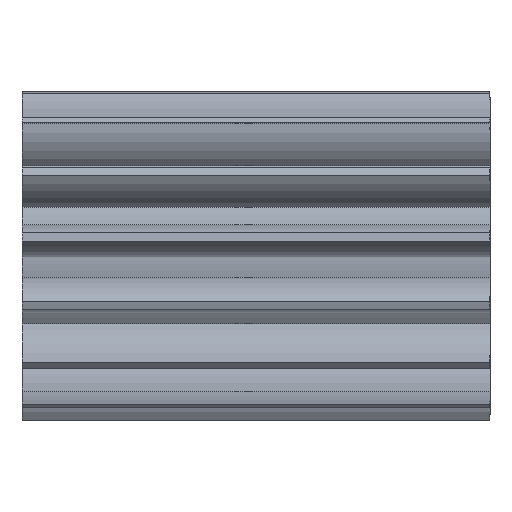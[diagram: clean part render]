
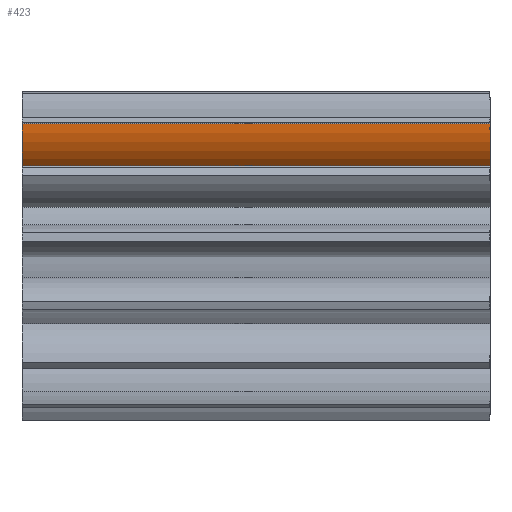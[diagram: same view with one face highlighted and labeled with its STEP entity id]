
A CAD part, top view. The second image highlights one B-rep face of the part: STEP entity #423.
In plain terms, the highlighted cylindrical face has radius 2.381 mm (diameter 4.762 mm), a partial arc.
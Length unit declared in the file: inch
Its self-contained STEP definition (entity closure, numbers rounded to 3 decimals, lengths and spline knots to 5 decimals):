
#54 = CARTESIAN_POINT ( 'NONE',  ( 0., 0.20948, 0.06799 ) ) ;
#61 = VERTEX_POINT ( 'NONE', #258 ) ;
#82 = LINE ( 'NONE', #420, #1595 ) ;
#98 = EDGE_CURVE ( 'NONE', #61, #1264, #82, .T. ) ;
#251 = CARTESIAN_POINT ( 'NONE',  ( 0.75, 0.20948, 0.16174 ) ) ;
#258 = CARTESIAN_POINT ( 'NONE',  ( 0., 0.14219, 0.13326 ) ) ;
#294 = LINE ( 'NONE', #873, #2188 ) ;
#420 = CARTESIAN_POINT ( 'NONE',  ( 0.75, 0.14219, 0.13326 ) ) ;
#423 = ADVANCED_FACE ( 'NONE', ( #1522 ), #1736, .T. ) ;
#525 = CIRCLE ( 'NONE', #2277, 0.09375 ) ;
#563 = EDGE_CURVE ( 'NONE', #1046, #61, #1555, .T. ) ;
#632 = DIRECTION ( 'NONE',  ( 0., 0., 1. ) ) ;
#743 = DIRECTION ( 'NONE',  ( 0., 0., 1. ) ) ;
#778 = AXIS2_PLACEMENT_3D ( 'NONE', #54, #2198, #632 ) ;
#816 = DIRECTION ( 'NONE',  ( 1., 0., 0. ) ) ;
#873 = CARTESIAN_POINT ( 'NONE',  ( 0.75, 0.20948, 0.16174 ) ) ;
#926 = DIRECTION ( 'NONE',  ( -1., 0., 0. ) ) ;
#929 = ORIENTED_EDGE ( 'NONE', *, *, #563, .T. ) ;
#1007 = DIRECTION ( 'NONE',  ( 0., 0., 1. ) ) ;
#1046 = VERTEX_POINT ( 'NONE', #2021 ) ;
#1175 = EDGE_LOOP ( 'NONE', ( #1832, #1205, #929, #1665 ) ) ;
#1189 = CARTESIAN_POINT ( 'NONE',  ( 0.75, 0.20948, 0.06799 ) ) ;
#1205 = ORIENTED_EDGE ( 'NONE', *, *, #2220, .T. ) ;
#1264 = VERTEX_POINT ( 'NONE', #1339 ) ;
#1339 = CARTESIAN_POINT ( 'NONE',  ( 0.75, 0.14219, 0.13326 ) ) ;
#1452 = VERTEX_POINT ( 'NONE', #251 ) ;
#1522 = FACE_OUTER_BOUND ( 'NONE', #1175, .T. ) ;
#1555 = CIRCLE ( 'NONE', #778, 0.09375 ) ;
#1574 = DIRECTION ( 'NONE',  ( -1., 0., 0. ) ) ;
#1595 = VECTOR ( 'NONE', #816, 39.37008 ) ;
#1645 = DIRECTION ( 'NONE',  ( -1., 0., 0. ) ) ;
#1665 = ORIENTED_EDGE ( 'NONE', *, *, #98, .T. ) ;
#1736 = CYLINDRICAL_SURFACE ( 'NONE', #1999, 0.09375 ) ;
#1832 = ORIENTED_EDGE ( 'NONE', *, *, #2404, .T. ) ;
#1979 = CARTESIAN_POINT ( 'NONE',  ( 0.75, 0.20948, 0.06799 ) ) ;
#1999 = AXIS2_PLACEMENT_3D ( 'NONE', #1189, #926, #743 ) ;
#2021 = CARTESIAN_POINT ( 'NONE',  ( 0., 0.20948, 0.16174 ) ) ;
#2188 = VECTOR ( 'NONE', #1645, 39.37008 ) ;
#2198 = DIRECTION ( 'NONE',  ( 1., 0., 0. ) ) ;
#2220 = EDGE_CURVE ( 'NONE', #1452, #1046, #294, .T. ) ;
#2277 = AXIS2_PLACEMENT_3D ( 'NONE', #1979, #1574, #1007 ) ;
#2404 = EDGE_CURVE ( 'NONE', #1264, #1452, #525, .T. ) ;
